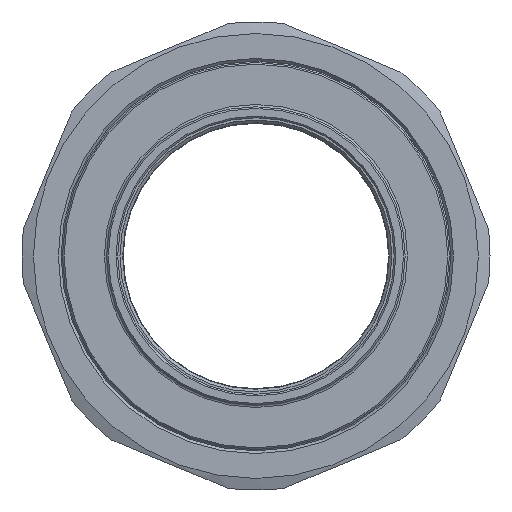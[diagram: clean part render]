
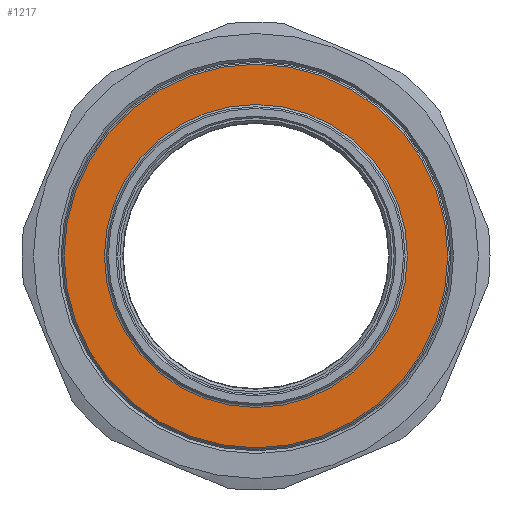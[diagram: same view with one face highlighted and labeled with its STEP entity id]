
A CAD part, left-side view. The second image highlights one B-rep face of the part: STEP entity #1217.
In plain terms, the highlighted planar face has unit normal (-1, 0, 0).
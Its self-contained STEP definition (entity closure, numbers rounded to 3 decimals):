
#57=FACE_BOUND('',#274,.T.);
#123=PLANE('',#1458);
#189=FACE_OUTER_BOUND('',#273,.T.);
#273=EDGE_LOOP('',(#1094));
#274=EDGE_LOOP('',(#1095));
#480=CIRCLE('',#1456,27.4);
#482=CIRCLE('',#1459,34.7);
#597=VERTEX_POINT('',#2269);
#598=VERTEX_POINT('',#2274);
#765=EDGE_CURVE('',#597,#597,#480,.T.);
#767=EDGE_CURVE('',#598,#598,#482,.T.);
#1094=ORIENTED_EDGE('',*,*,#767,.F.);
#1095=ORIENTED_EDGE('',*,*,#765,.F.);
#1217=ADVANCED_FACE('',(#189,#57),#123,.T.);
#1456=AXIS2_PLACEMENT_3D('',#2271,#1845,#1846);
#1458=AXIS2_PLACEMENT_3D('',#2273,#1849,#1850);
#1459=AXIS2_PLACEMENT_3D('',#2275,#1851,#1852);
#1845=DIRECTION('center_axis',(-1.,0.,0.));
#1846=DIRECTION('ref_axis',(0.,-1.,0.));
#1849=DIRECTION('center_axis',(-1.,0.,0.));
#1850=DIRECTION('ref_axis',(0.,0.,1.));
#1851=DIRECTION('center_axis',(1.,0.,0.));
#1852=DIRECTION('ref_axis',(0.,-1.,0.));
#2269=CARTESIAN_POINT('',(-15.,0.,27.4));
#2271=CARTESIAN_POINT('Origin',(-15.,0.,0.));
#2273=CARTESIAN_POINT('Origin',(-15.,35.,0.));
#2274=CARTESIAN_POINT('',(-15.,34.7,0.));
#2275=CARTESIAN_POINT('Origin',(-15.,0.,0.));
